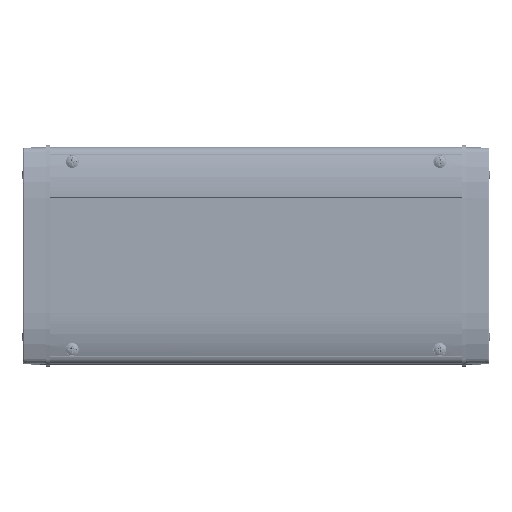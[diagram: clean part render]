
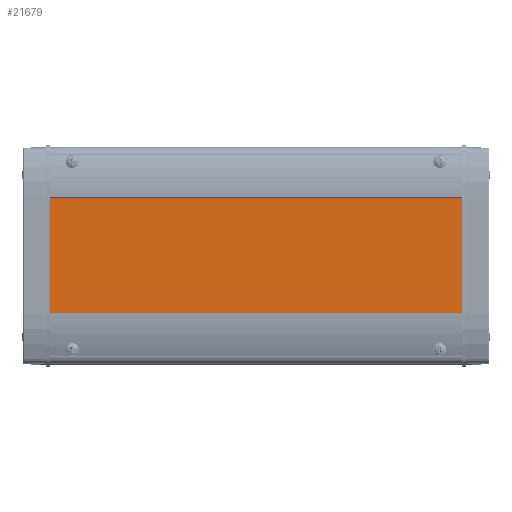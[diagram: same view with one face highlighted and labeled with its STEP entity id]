
A CAD part, top view. The second image highlights one B-rep face of the part: STEP entity #21679.
In plain terms, the highlighted face is planar.
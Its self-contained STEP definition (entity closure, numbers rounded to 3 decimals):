
#660=PLANE('',#23351);
#1841=FACE_OUTER_BOUND('',#3117,.T.);
#3117=EDGE_LOOP('',(#16733,#16734,#16735,#16736));
#5294=LINE('',#33274,#7031);
#5310=LINE('',#33361,#7047);
#5581=LINE('',#33945,#7318);
#5582=LINE('',#33947,#7319);
#7031=VECTOR('',#26333,10.);
#7047=VECTOR('',#26407,10.);
#7318=VECTOR('',#26912,10.);
#7319=VECTOR('',#26915,10.);
#9660=VERTEX_POINT('',#33271);
#9661=VERTEX_POINT('',#33273);
#9702=VERTEX_POINT('',#33358);
#9703=VERTEX_POINT('',#33360);
#12077=EDGE_CURVE('',#9661,#9660,#5294,.T.);
#12121=EDGE_CURVE('',#9703,#9702,#5310,.T.);
#12416=EDGE_CURVE('',#9661,#9702,#5581,.T.);
#12417=EDGE_CURVE('',#9660,#9703,#5582,.T.);
#16733=ORIENTED_EDGE('',*,*,#12077,.T.);
#16734=ORIENTED_EDGE('',*,*,#12417,.T.);
#16735=ORIENTED_EDGE('',*,*,#12121,.T.);
#16736=ORIENTED_EDGE('',*,*,#12416,.F.);
#21679=ADVANCED_FACE('',(#1841),#660,.T.);
#23351=AXIS2_PLACEMENT_3D('',#33946,#26913,#26914);
#26333=DIRECTION('',(0.,-1.,0.));
#26407=DIRECTION('',(0.,1.,0.));
#26912=DIRECTION('',(0.,0.,1.));
#26913=DIRECTION('center_axis',(-1.,0.,0.));
#26914=DIRECTION('ref_axis',(0.,0.,1.));
#26915=DIRECTION('',(0.,0.,1.));
#33271=CARTESIAN_POINT('',(2.,-37.85,-134.2));
#33273=CARTESIAN_POINT('',(2.,37.85,-134.2));
#33274=CARTESIAN_POINT('',(2.,31.075,-134.2));
#33358=CARTESIAN_POINT('',(2.,37.85,134.2));
#33360=CARTESIAN_POINT('',(2.,-37.85,134.2));
#33361=CARTESIAN_POINT('',(2.,-68.925,134.2));
#33945=CARTESIAN_POINT('',(2.,37.85,0.));
#33946=CARTESIAN_POINT('Origin',(2.,-37.85,0.));
#33947=CARTESIAN_POINT('',(2.,-37.85,0.));
